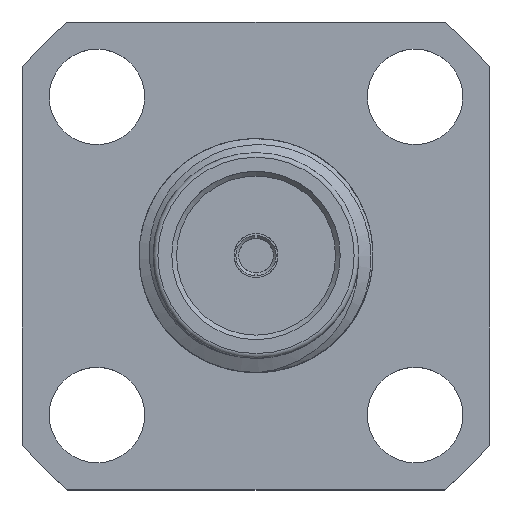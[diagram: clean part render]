
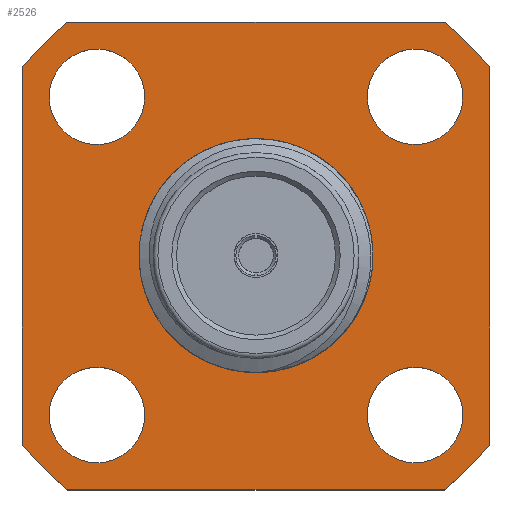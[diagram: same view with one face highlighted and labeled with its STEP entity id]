
A CAD part, top view. The second image highlights one B-rep face of the part: STEP entity #2526.
In plain terms, the highlighted planar face has unit normal (0, 0, 1).
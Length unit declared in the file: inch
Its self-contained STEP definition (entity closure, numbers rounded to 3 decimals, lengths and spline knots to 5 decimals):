
#11 = CIRCLE ( 'NONE', #2128, 0.051 ) ;
#13 = AXIS2_PLACEMENT_3D ( 'NONE', #793, #551, #2046 ) ;
#47 = DIRECTION ( 'NONE',  ( 1., 0., 0. ) ) ;
#80 = VERTEX_POINT ( 'NONE', #2800 ) ;
#109 = VECTOR ( 'NONE', #2025, 39.37008 ) ;
#132 = EDGE_CURVE ( 'NONE', #991, #991, #1396, .T. ) ;
#174 = ORIENTED_EDGE ( 'NONE', *, *, #2060, .T. ) ;
#330 = CARTESIAN_POINT ( 'NONE',  ( 0., 0., -0.31 ) ) ;
#418 = ORIENTED_EDGE ( 'NONE', *, *, #2592, .T. ) ;
#419 = CARTESIAN_POINT ( 'NONE',  ( 0.20105, 0.25, -0.31 ) ) ;
#432 = EDGE_LOOP ( 'NONE', ( #418 ) ) ;
#460 = EDGE_CURVE ( 'NONE', #2220, #1338, #700, .T. ) ;
#474 = CARTESIAN_POINT ( 'NONE',  ( 0.25, -0.25, -0.31 ) ) ;
#475 = CIRCLE ( 'NONE', #2276, 0.32081 ) ;
#486 = ORIENTED_EDGE ( 'NONE', *, *, #556, .F. ) ;
#495 = DIRECTION ( 'NONE',  ( 1., 0., 0. ) ) ;
#522 = CARTESIAN_POINT ( 'NONE',  ( 0., 0., -0.31 ) ) ;
#549 = DIRECTION ( 'NONE',  ( 0., 0., 1. ) ) ;
#551 = DIRECTION ( 'NONE',  ( 0., 0., 1. ) ) ;
#556 = EDGE_CURVE ( 'NONE', #783, #783, #1271, .T. ) ;
#560 = AXIS2_PLACEMENT_3D ( 'NONE', #843, #549, #1087 ) ;
#623 = AXIS2_PLACEMENT_3D ( 'NONE', #522, #2496, #2209 ) ;
#626 = EDGE_CURVE ( 'NONE', #1649, #2220, #1363, .T. ) ;
#643 = CARTESIAN_POINT ( 'NONE',  ( 0.17, 0.17, -0.31 ) ) ;
#668 = VERTEX_POINT ( 'NONE', #419 ) ;
#698 = CARTESIAN_POINT ( 'NONE',  ( 0.25, -0.20105, -0.31 ) ) ;
#699 = ORIENTED_EDGE ( 'NONE', *, *, #626, .T. ) ;
#700 = CIRCLE ( 'NONE', #560, 0.32081 ) ;
#706 = ORIENTED_EDGE ( 'NONE', *, *, #1691, .F. ) ;
#712 = CARTESIAN_POINT ( 'NONE',  ( -0.25, 0.25, -0.31 ) ) ;
#722 = VERTEX_POINT ( 'NONE', #698 ) ;
#723 = ORIENTED_EDGE ( 'NONE', *, *, #460, .T. ) ;
#729 = CARTESIAN_POINT ( 'NONE',  ( -0.119, -0.17, -0.31 ) ) ;
#771 = CIRCLE ( 'NONE', #2569, 0.32081 ) ;
#783 = VERTEX_POINT ( 'NONE', #2003 ) ;
#788 = AXIS2_PLACEMENT_3D ( 'NONE', #1197, #3160, #975 ) ;
#793 = CARTESIAN_POINT ( 'NONE',  ( -0.17, -0.17, -0.31 ) ) ;
#798 = PLANE ( 'NONE',  #1944 ) ;
#843 = CARTESIAN_POINT ( 'NONE',  ( 0., 0., -0.31 ) ) ;
#852 = VERTEX_POINT ( 'NONE', #2521 ) ;
#896 = CARTESIAN_POINT ( 'NONE',  ( -0.20105, 0.25, -0.31 ) ) ;
#957 = CARTESIAN_POINT ( 'NONE',  ( 0.20105, -0.25, -0.31 ) ) ;
#975 = DIRECTION ( 'NONE',  ( 1., 0., 0. ) ) ;
#991 = VERTEX_POINT ( 'NONE', #729 ) ;
#1015 = VECTOR ( 'NONE', #1127, 39.37008 ) ;
#1031 = CARTESIAN_POINT ( 'NONE',  ( -0.25, -0.25, -0.31 ) ) ;
#1062 = FACE_BOUND ( 'NONE', #432, .T. ) ;
#1087 = DIRECTION ( 'NONE',  ( 1., 0., 0. ) ) ;
#1127 = DIRECTION ( 'NONE',  ( 0., -1., 0. ) ) ;
#1160 = EDGE_LOOP ( 'NONE', ( #2295, #699, #723, #174, #2391, #2916, #2342, #2955 ) ) ;
#1197 = CARTESIAN_POINT ( 'NONE',  ( 0.17, -0.17, -0.31 ) ) ;
#1206 = VERTEX_POINT ( 'NONE', #896 ) ;
#1207 = EDGE_LOOP ( 'NONE', ( #2938 ) ) ;
#1216 = CARTESIAN_POINT ( 'NONE',  ( 0., 0., -0.31 ) ) ;
#1227 = FACE_BOUND ( 'NONE', #1207, .T. ) ;
#1271 = CIRCLE ( 'NONE', #1781, 0.051 ) ;
#1275 = FACE_OUTER_BOUND ( 'NONE', #1160, .T. ) ;
#1307 = EDGE_CURVE ( 'NONE', #668, #1206, #1885, .T. ) ;
#1333 = DIRECTION ( 'NONE',  ( 0., 0., 1. ) ) ;
#1338 = VERTEX_POINT ( 'NONE', #1690 ) ;
#1354 = VERTEX_POINT ( 'NONE', #957 ) ;
#1356 = EDGE_CURVE ( 'NONE', #722, #1999, #2668, .T. ) ;
#1363 = LINE ( 'NONE', #2350, #1015 ) ;
#1396 = CIRCLE ( 'NONE', #13, 0.051 ) ;
#1446 = DIRECTION ( 'NONE',  ( 0., 1., 0. ) ) ;
#1505 = VECTOR ( 'NONE', #1446, 39.37008 ) ;
#1511 = FACE_BOUND ( 'NONE', #1656, .T. ) ;
#1538 = LINE ( 'NONE', #1031, #109 ) ;
#1549 = DIRECTION ( 'NONE',  ( 0., -1., 0. ) ) ;
#1614 = VECTOR ( 'NONE', #2177, 39.37008 ) ;
#1649 = VERTEX_POINT ( 'NONE', #2467 ) ;
#1656 = EDGE_LOOP ( 'NONE', ( #2389 ) ) ;
#1690 = CARTESIAN_POINT ( 'NONE',  ( -0.20105, -0.25, -0.31 ) ) ;
#1691 = EDGE_CURVE ( 'NONE', #3025, #3025, #2992, .T. ) ;
#1713 = EDGE_CURVE ( 'NONE', #1206, #1649, #475, .T. ) ;
#1719 = CARTESIAN_POINT ( 'NONE',  ( 0., 0., -0.31 ) ) ;
#1768 = DIRECTION ( 'NONE',  ( 0., 0., -1. ) ) ;
#1778 = CARTESIAN_POINT ( 'NONE',  ( 0.25, 0.20105, -0.31 ) ) ;
#1781 = AXIS2_PLACEMENT_3D ( 'NONE', #643, #1887, #2640 ) ;
#1885 = LINE ( 'NONE', #712, #1614 ) ;
#1887 = DIRECTION ( 'NONE',  ( 0., 0., 1. ) ) ;
#1944 = AXIS2_PLACEMENT_3D ( 'NONE', #1719, #1768, #1549 ) ;
#1969 = DIRECTION ( 'NONE',  ( 0., 0., 1. ) ) ;
#1996 = FACE_BOUND ( 'NONE', #3082, .T. ) ;
#1999 = VERTEX_POINT ( 'NONE', #1778 ) ;
#2001 = CIRCLE ( 'NONE', #623, 0.11489 ) ;
#2003 = CARTESIAN_POINT ( 'NONE',  ( 0.221, 0.17, -0.31 ) ) ;
#2025 = DIRECTION ( 'NONE',  ( 1., 0., 0. ) ) ;
#2026 = EDGE_CURVE ( 'NONE', #80, #80, #11, .T. ) ;
#2046 = DIRECTION ( 'NONE',  ( 1., 0., 0. ) ) ;
#2060 = EDGE_CURVE ( 'NONE', #1338, #1354, #1538, .T. ) ;
#2128 = AXIS2_PLACEMENT_3D ( 'NONE', #2508, #1333, #47 ) ;
#2152 = CIRCLE ( 'NONE', #3181, 0.32081 ) ;
#2177 = DIRECTION ( 'NONE',  ( -1., 0., 0. ) ) ;
#2209 = DIRECTION ( 'NONE',  ( -1., 0., 0. ) ) ;
#2220 = VERTEX_POINT ( 'NONE', #2650 ) ;
#2237 = DIRECTION ( 'NONE',  ( 0., 0., 1. ) ) ;
#2263 = DIRECTION ( 'NONE',  ( 1., 0., 0. ) ) ;
#2275 = FACE_BOUND ( 'NONE', #2899, .T. ) ;
#2276 = AXIS2_PLACEMENT_3D ( 'NONE', #1216, #1969, #495 ) ;
#2295 = ORIENTED_EDGE ( 'NONE', *, *, #1713, .T. ) ;
#2342 = ORIENTED_EDGE ( 'NONE', *, *, #3034, .T. ) ;
#2350 = CARTESIAN_POINT ( 'NONE',  ( -0.25, -0.25, -0.31 ) ) ;
#2359 = EDGE_CURVE ( 'NONE', #1354, #722, #771, .T. ) ;
#2389 = ORIENTED_EDGE ( 'NONE', *, *, #2026, .F. ) ;
#2391 = ORIENTED_EDGE ( 'NONE', *, *, #2359, .T. ) ;
#2467 = CARTESIAN_POINT ( 'NONE',  ( -0.25, 0.20105, -0.31 ) ) ;
#2496 = DIRECTION ( 'NONE',  ( 0., 0., -1. ) ) ;
#2508 = CARTESIAN_POINT ( 'NONE',  ( -0.17, 0.17, -0.31 ) ) ;
#2521 = CARTESIAN_POINT ( 'NONE',  ( -0.11489, 0., -0.31 ) ) ;
#2523 = DIRECTION ( 'NONE',  ( 0., 0., 1. ) ) ;
#2526 = ADVANCED_FACE ( 'NONE', ( #1227, #2275, #1996, #1511, #1062, #1275 ), #798, .F. ) ;
#2531 = DIRECTION ( 'NONE',  ( 1., 0., 0. ) ) ;
#2569 = AXIS2_PLACEMENT_3D ( 'NONE', #2746, #2237, #2531 ) ;
#2592 = EDGE_CURVE ( 'NONE', #852, #852, #2001, .T. ) ;
#2640 = DIRECTION ( 'NONE',  ( 1., 0., 0. ) ) ;
#2650 = CARTESIAN_POINT ( 'NONE',  ( -0.25, -0.20105, -0.31 ) ) ;
#2668 = LINE ( 'NONE', #474, #1505 ) ;
#2746 = CARTESIAN_POINT ( 'NONE',  ( 0., 0., -0.31 ) ) ;
#2800 = CARTESIAN_POINT ( 'NONE',  ( -0.119, 0.17, -0.31 ) ) ;
#2899 = EDGE_LOOP ( 'NONE', ( #706 ) ) ;
#2916 = ORIENTED_EDGE ( 'NONE', *, *, #1356, .T. ) ;
#2938 = ORIENTED_EDGE ( 'NONE', *, *, #132, .F. ) ;
#2955 = ORIENTED_EDGE ( 'NONE', *, *, #1307, .T. ) ;
#2992 = CIRCLE ( 'NONE', #788, 0.051 ) ;
#3025 = VERTEX_POINT ( 'NONE', #3041 ) ;
#3034 = EDGE_CURVE ( 'NONE', #1999, #668, #2152, .T. ) ;
#3041 = CARTESIAN_POINT ( 'NONE',  ( 0.221, -0.17, -0.31 ) ) ;
#3082 = EDGE_LOOP ( 'NONE', ( #486 ) ) ;
#3160 = DIRECTION ( 'NONE',  ( 0., 0., 1. ) ) ;
#3181 = AXIS2_PLACEMENT_3D ( 'NONE', #330, #2523, #2263 ) ;
